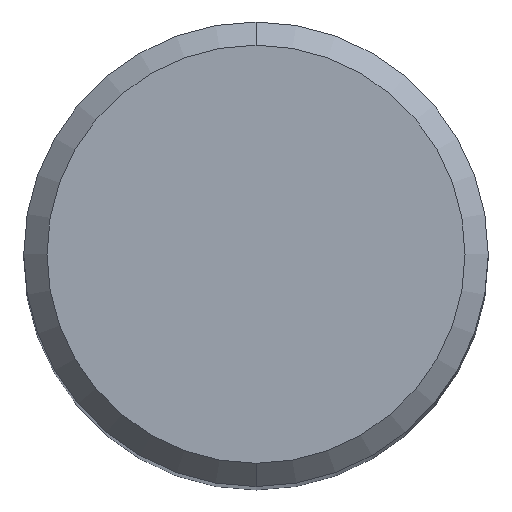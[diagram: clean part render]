
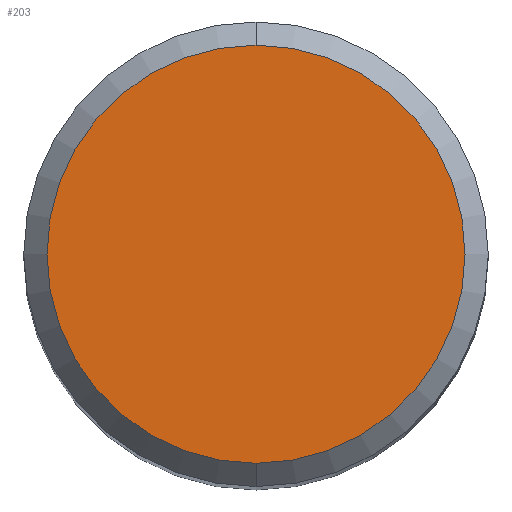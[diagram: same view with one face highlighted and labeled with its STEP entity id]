
A CAD part, top view. The second image highlights one B-rep face of the part: STEP entity #203.
In plain terms, the highlighted planar face has unit normal (0, 0, 1).
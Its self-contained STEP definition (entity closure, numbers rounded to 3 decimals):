
#203=ADVANCED_FACE('',(#511),#512,.T.);
#255=VERTEX_POINT('',#569);
#297=EDGE_CURVE('',#301,#255,#611,.T.);
#301=VERTEX_POINT('',#615);
#445=EDGE_CURVE('',#255,#301,#781,.T.);
#511=FACE_OUTER_BOUND('',#912,.T.);
#512=PLANE('',#913);
#569=CARTESIAN_POINT('',(0.,-5.4,0.0));
#611=CIRCLE('',#1121,5.4);
#615=CARTESIAN_POINT('',(0.0,5.4,0.0));
#781=CIRCLE('',#1472,5.4);
#912=EDGE_LOOP('',(#1527,#1528));
#913=AXIS2_PLACEMENT_3D('',#1529,#1530,#1531);
#1121=AXIS2_PLACEMENT_3D('',#1607,#1608,#1609);
#1472=AXIS2_PLACEMENT_3D('',#1850,#1851,#1852);
#1527=ORIENTED_EDGE('',*,*,#297,.F.);
#1528=ORIENTED_EDGE('',*,*,#445,.F.);
#1529=CARTESIAN_POINT('',(0.0,2.7,0.0));
#1530=DIRECTION('',(-0.0,0.0,1.0));
#1531=DIRECTION('',(0.0,-1.0,0.0));
#1607=CARTESIAN_POINT('',(0.0,0.0,0.0));
#1608=DIRECTION('',(0.0,0.0,-1.0));
#1609=DIRECTION('',(0.0,1.0,0.0));
#1850=CARTESIAN_POINT('',(0.0,0.0,0.0));
#1851=DIRECTION('',(0.0,0.0,-1.0));
#1852=DIRECTION('',(0.0,1.0,0.0));
